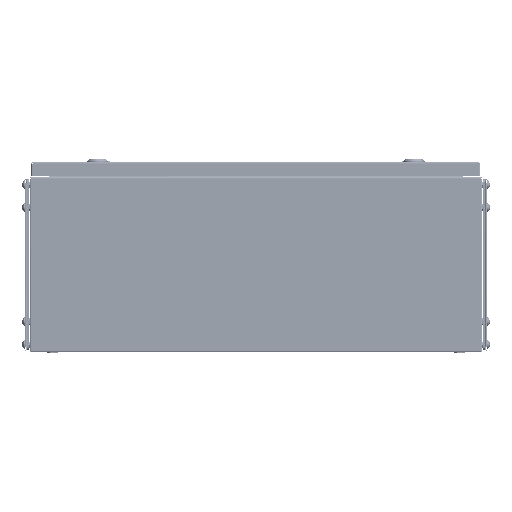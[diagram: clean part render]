
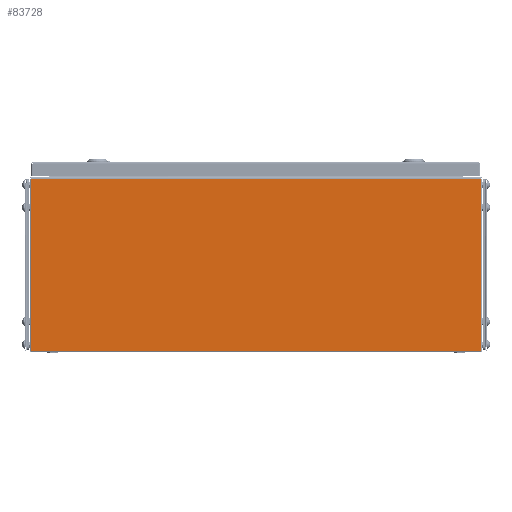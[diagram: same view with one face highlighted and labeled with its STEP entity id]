
A CAD part, left-side view. The second image highlights one B-rep face of the part: STEP entity #83728.
In plain terms, the highlighted planar face has unit normal (-1, 0, 0).
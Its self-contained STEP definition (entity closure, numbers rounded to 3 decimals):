
#428 = VERTEX_POINT ( 'NONE', #47391 ) ;
#1075 = CARTESIAN_POINT ( 'NONE',  ( -200., -295.5, 227.5 ) ) ;
#4514 = CARTESIAN_POINT ( 'NONE',  ( -200., 295.5, 1. ) ) ;
#6509 = LINE ( 'NONE', #50893, #47182 ) ;
#14212 = CARTESIAN_POINT ( 'NONE',  ( -200., -295.5, 0. ) ) ;
#15282 = CARTESIAN_POINT ( 'NONE',  ( -200., 295.5, 0. ) ) ;
#17984 = ORIENTED_EDGE ( 'NONE', *, *, #81760, .T. ) ;
#22286 = AXIS2_PLACEMENT_3D ( 'NONE', #64004, #43588, #57038 ) ;
#25834 = DIRECTION ( 'NONE',  ( 0., 1., 0. ) ) ;
#28110 = EDGE_CURVE ( 'NONE', #61882, #41315, #35717, .T. ) ;
#30111 = PLANE ( 'NONE',  #22286 ) ;
#32405 = EDGE_LOOP ( 'NONE', ( #17984, #59062, #43761, #54343 ) ) ;
#33058 = DIRECTION ( 'NONE',  ( 0., 1., 0. ) ) ;
#34859 = DIRECTION ( 'NONE',  ( 0., 0., -1. ) ) ;
#35717 = LINE ( 'NONE', #15282, #47852 ) ;
#40727 = DIRECTION ( 'NONE',  ( 0., 0., 1. ) ) ;
#41315 = VERTEX_POINT ( 'NONE', #84140 ) ;
#43588 = DIRECTION ( 'NONE',  ( 1., 0., 0. ) ) ;
#43761 = ORIENTED_EDGE ( 'NONE', *, *, #66693, .F. ) ;
#47182 = VECTOR ( 'NONE', #33058, 1000. ) ;
#47391 = CARTESIAN_POINT ( 'NONE',  ( -200., -295.5, 1. ) ) ;
#47852 = VECTOR ( 'NONE', #34859, 1000. ) ;
#50893 = CARTESIAN_POINT ( 'NONE',  ( -200., -295.5, 227.5 ) ) ;
#54343 = ORIENTED_EDGE ( 'NONE', *, *, #72434, .T. ) ;
#57038 = DIRECTION ( 'NONE',  ( 0., 0., -1. ) ) ;
#59062 = ORIENTED_EDGE ( 'NONE', *, *, #28110, .T. ) ;
#60732 = LINE ( 'NONE', #14212, #85628 ) ;
#61882 = VERTEX_POINT ( 'NONE', #70813 ) ;
#64004 = CARTESIAN_POINT ( 'NONE',  ( -200., 0., 0. ) ) ;
#65398 = LINE ( 'NONE', #4514, #72873 ) ;
#66693 = EDGE_CURVE ( 'NONE', #428, #41315, #65398, .T. ) ;
#70813 = CARTESIAN_POINT ( 'NONE',  ( -200., 295.5, 227.5 ) ) ;
#72434 = EDGE_CURVE ( 'NONE', #428, #76645, #60732, .T. ) ;
#72873 = VECTOR ( 'NONE', #25834, 1000. ) ;
#76199 = FACE_OUTER_BOUND ( 'NONE', #32405, .T. ) ;
#76645 = VERTEX_POINT ( 'NONE', #1075 ) ;
#81760 = EDGE_CURVE ( 'NONE', #76645, #61882, #6509, .T. ) ;
#83728 = ADVANCED_FACE ( 'NONE', ( #76199 ), #30111, .F. ) ;
#84140 = CARTESIAN_POINT ( 'NONE',  ( -200., 295.5, 1. ) ) ;
#85628 = VECTOR ( 'NONE', #40727, 1000. ) ;
